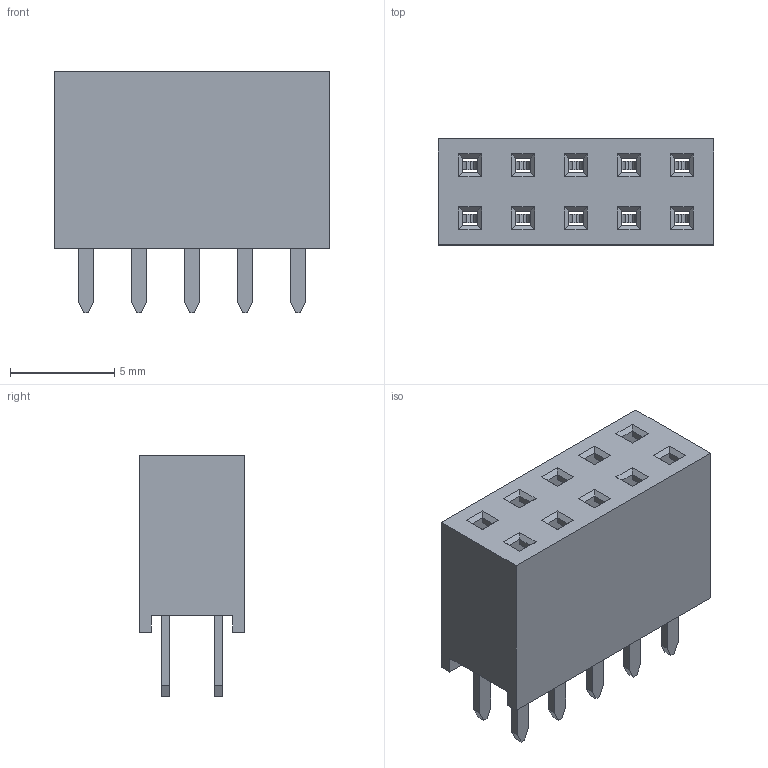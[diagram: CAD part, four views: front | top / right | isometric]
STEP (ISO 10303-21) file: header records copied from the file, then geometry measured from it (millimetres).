
FILE_DESCRIPTION(/* description */ ('Unknown'),/* implementation_level */ '2;1');
FILE_NAME(/* name */ '61301021821',/* time_stamp */ '2022-06-30T07:59:45+02:00',/* author */ ('Unknown'),/* organization */ ('Unknown'),/* preprocessor_version */ 'ST-DEVELOPER v16.7',/* originating_system */ 'Solid Edge',/* authorisation */ 'Unknown');
FILE_SCHEMA (('AUTOMOTIVE_DESIGN {1 0 10303 214 3 1 1}'));
Length unit declared in the file: millimetre
Products named in the file (3): 6130xx21821; 61301021821; 6130xx21821_PIN
Assembly tree (11 placements, depth 2):
  6130xx21821
    61301021821
    6130xx21821_PIN  x10
Bounding box: 13.2 x 5.08 x 11.6 mm (x, y, z)
Volume: 464.1 mm3; surface area: 1174.7 mm2
Topology: 11 solids, 11 shells, 420 faces, 1114 edges, 716 vertices
Faces by surface type: plane 320, cylinder 60, bspline 20, torus 20
Entity records: 4973 total; most frequent: CARTESIAN_POINT 898, ORIENTED_EDGE 834, DIRECTION 769, EDGE_CURVE 417, LINE 395, VECTOR 395, VERTEX_POINT 264, AXIS2_PLACEMENT_3D 187
